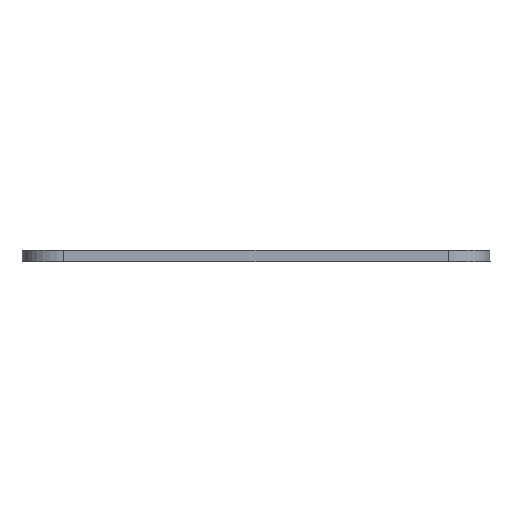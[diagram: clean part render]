
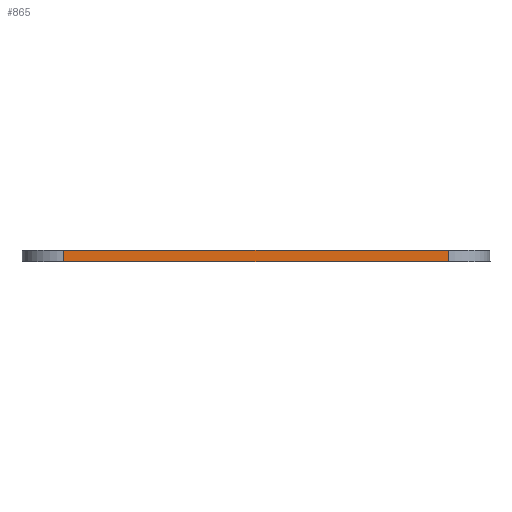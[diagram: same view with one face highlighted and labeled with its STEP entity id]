
A CAD part, left-side view. The second image highlights one B-rep face of the part: STEP entity #865.
In plain terms, the highlighted planar face has unit normal (-1, 0, 0).
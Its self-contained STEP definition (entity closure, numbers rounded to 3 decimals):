
#58=PLANE('',#964);
#91=FACE_OUTER_BOUND('',#151,.T.);
#151=EDGE_LOOP('',(#707,#708,#709,#710));
#193=LINE('',#1271,#261);
#233=LINE('',#1431,#301);
#235=LINE('',#1435,#303);
#236=LINE('',#1436,#304);
#261=VECTOR('',#1011,10.);
#301=VECTOR('',#1173,10.);
#303=VECTOR('',#1177,10.);
#304=VECTOR('',#1178,10.);
#382=VERTEX_POINT('',#1268);
#383=VERTEX_POINT('',#1270);
#442=VERTEX_POINT('',#1429);
#443=VERTEX_POINT('',#1434);
#464=EDGE_CURVE('',#383,#382,#193,.T.);
#544=EDGE_CURVE('',#442,#382,#233,.T.);
#546=EDGE_CURVE('',#443,#442,#235,.T.);
#547=EDGE_CURVE('',#383,#443,#236,.T.);
#707=ORIENTED_EDGE('',*,*,#544,.F.);
#708=ORIENTED_EDGE('',*,*,#546,.F.);
#709=ORIENTED_EDGE('',*,*,#547,.F.);
#710=ORIENTED_EDGE('',*,*,#464,.T.);
#865=ADVANCED_FACE('',(#91),#58,.T.);
#964=AXIS2_PLACEMENT_3D('',#1433,#1175,#1176);
#1011=DIRECTION('',(0.,1.,0.));
#1173=DIRECTION('',(0.,0.,1.));
#1175=DIRECTION('center_axis',(-1.,0.,0.));
#1176=DIRECTION('ref_axis',(0.,1.,0.));
#1177=DIRECTION('',(0.,1.,0.));
#1178=DIRECTION('',(0.,0.,-1.));
#1268=CARTESIAN_POINT('',(-163.409,47.334,3.));
#1270=CARTESIAN_POINT('',(-163.409,-48.966,3.));
#1271=CARTESIAN_POINT('',(-163.409,-29.891,3.));
#1429=CARTESIAN_POINT('',(-163.409,47.334,0.));
#1431=CARTESIAN_POINT('',(-163.409,47.334,3.1));
#1433=CARTESIAN_POINT('Origin',(-163.409,-58.966,3.1));
#1434=CARTESIAN_POINT('',(-163.409,-48.966,0.));
#1435=CARTESIAN_POINT('',(-163.409,-29.891,0.));
#1436=CARTESIAN_POINT('',(-163.409,-48.966,3.1));
